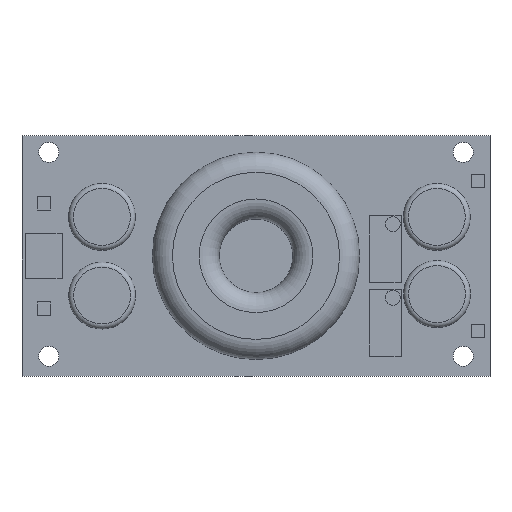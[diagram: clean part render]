
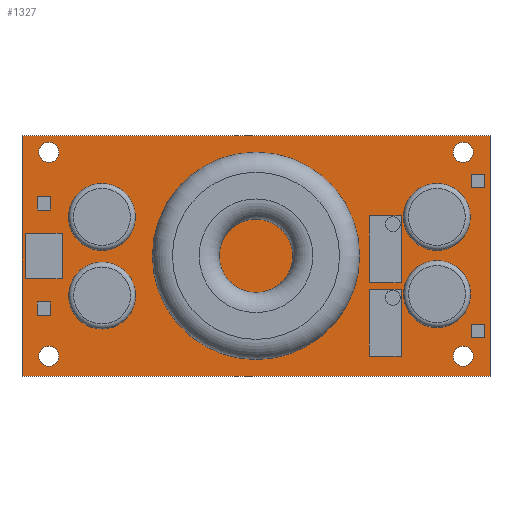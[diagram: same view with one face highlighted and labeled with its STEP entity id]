
A CAD part, top view. The second image highlights one B-rep face of the part: STEP entity #1327.
In plain terms, the highlighted planar face has unit normal (0, 0, 1).
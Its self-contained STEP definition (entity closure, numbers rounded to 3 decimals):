
#55=FACE_BOUND('',#236,.T.);
#56=FACE_BOUND('',#237,.T.);
#57=FACE_BOUND('',#238,.T.);
#58=FACE_BOUND('',#239,.T.);
#59=FACE_BOUND('',#240,.T.);
#60=FACE_BOUND('',#241,.T.);
#67=CIRCLE('',#1441,1.5);
#69=CIRCLE('',#1444,1.5);
#71=CIRCLE('',#1447,1.5);
#73=CIRCLE('',#1450,1.5);
#143=FACE_OUTER_BOUND('',#235,.T.);
#235=EDGE_LOOP('',(#953,#954,#955,#956));
#236=EDGE_LOOP('',(#957,#958,#959,#960));
#237=EDGE_LOOP('',(#961,#962,#963,#964));
#238=EDGE_LOOP('',(#965));
#239=EDGE_LOOP('',(#966));
#240=EDGE_LOOP('',(#967));
#241=EDGE_LOOP('',(#968));
#321=LINE('',#1988,#453);
#325=LINE('',#1996,#457);
#328=LINE('',#2002,#460);
#331=LINE('',#2007,#463);
#333=LINE('',#2013,#465);
#337=LINE('',#2021,#469);
#340=LINE('',#2027,#472);
#343=LINE('',#2032,#475);
#351=LINE('',#2066,#483);
#354=LINE('',#2072,#486);
#357=LINE('',#2078,#489);
#360=LINE('',#2082,#492);
#453=VECTOR('',#1575,10.);
#457=VECTOR('',#1581,10.);
#460=VECTOR('',#1586,10.);
#463=VECTOR('',#1591,10.);
#465=VECTOR('',#1597,10.);
#469=VECTOR('',#1603,10.);
#472=VECTOR('',#1608,10.);
#475=VECTOR('',#1613,10.);
#483=VECTOR('',#1649,10.);
#486=VECTOR('',#1654,10.);
#489=VECTOR('',#1659,10.);
#492=VECTOR('',#1664,10.);
#585=VERTEX_POINT('',#1986);
#586=VERTEX_POINT('',#1987);
#589=VERTEX_POINT('',#1995);
#591=VERTEX_POINT('',#2001);
#593=VERTEX_POINT('',#2011);
#594=VERTEX_POINT('',#2012);
#597=VERTEX_POINT('',#2020);
#599=VERTEX_POINT('',#2026);
#601=VERTEX_POINT('',#2036);
#603=VERTEX_POINT('',#2042);
#605=VERTEX_POINT('',#2048);
#607=VERTEX_POINT('',#2054);
#611=VERTEX_POINT('',#2063);
#612=VERTEX_POINT('',#2065);
#614=VERTEX_POINT('',#2071);
#616=VERTEX_POINT('',#2077);
#703=EDGE_CURVE('',#585,#586,#321,.T.);
#707=EDGE_CURVE('',#586,#589,#325,.T.);
#710=EDGE_CURVE('',#589,#591,#328,.T.);
#713=EDGE_CURVE('',#591,#585,#331,.T.);
#715=EDGE_CURVE('',#593,#594,#333,.T.);
#719=EDGE_CURVE('',#594,#597,#337,.T.);
#722=EDGE_CURVE('',#597,#599,#340,.T.);
#725=EDGE_CURVE('',#599,#593,#343,.T.);
#727=EDGE_CURVE('',#601,#601,#67,.T.);
#730=EDGE_CURVE('',#603,#603,#69,.T.);
#733=EDGE_CURVE('',#605,#605,#71,.T.);
#736=EDGE_CURVE('',#607,#607,#73,.T.);
#741=EDGE_CURVE('',#612,#611,#351,.T.);
#744=EDGE_CURVE('',#614,#612,#354,.T.);
#747=EDGE_CURVE('',#616,#614,#357,.T.);
#750=EDGE_CURVE('',#611,#616,#360,.T.);
#953=ORIENTED_EDGE('',*,*,#750,.T.);
#954=ORIENTED_EDGE('',*,*,#747,.T.);
#955=ORIENTED_EDGE('',*,*,#744,.T.);
#956=ORIENTED_EDGE('',*,*,#741,.T.);
#957=ORIENTED_EDGE('',*,*,#703,.T.);
#958=ORIENTED_EDGE('',*,*,#707,.T.);
#959=ORIENTED_EDGE('',*,*,#710,.T.);
#960=ORIENTED_EDGE('',*,*,#713,.T.);
#961=ORIENTED_EDGE('',*,*,#715,.T.);
#962=ORIENTED_EDGE('',*,*,#719,.T.);
#963=ORIENTED_EDGE('',*,*,#722,.T.);
#964=ORIENTED_EDGE('',*,*,#725,.T.);
#965=ORIENTED_EDGE('',*,*,#736,.T.);
#966=ORIENTED_EDGE('',*,*,#733,.T.);
#967=ORIENTED_EDGE('',*,*,#730,.T.);
#968=ORIENTED_EDGE('',*,*,#727,.T.);
#1251=PLANE('',#1456);
#1327=ADVANCED_FACE('',(#143,#55,#56,#57,#58,#59,#60),#1251,.T.);
#1441=AXIS2_PLACEMENT_3D('',#2037,#1619,#1620);
#1444=AXIS2_PLACEMENT_3D('',#2043,#1626,#1627);
#1447=AXIS2_PLACEMENT_3D('',#2049,#1633,#1634);
#1450=AXIS2_PLACEMENT_3D('',#2055,#1640,#1641);
#1456=AXIS2_PLACEMENT_3D('',#2083,#1665,#1666);
#1575=DIRECTION('',(0.,1.,0.));
#1581=DIRECTION('',(1.,0.,0.));
#1586=DIRECTION('',(0.,-1.,0.));
#1591=DIRECTION('',(-1.,0.,0.));
#1597=DIRECTION('',(0.,1.,0.));
#1603=DIRECTION('',(1.,0.,0.));
#1608=DIRECTION('',(0.,-1.,0.));
#1613=DIRECTION('',(-1.,0.,0.));
#1619=DIRECTION('center_axis',(0.,0.,-1.));
#1620=DIRECTION('ref_axis',(1.,0.,0.));
#1626=DIRECTION('center_axis',(0.,0.,-1.));
#1627=DIRECTION('ref_axis',(1.,0.,0.));
#1633=DIRECTION('center_axis',(0.,0.,-1.));
#1634=DIRECTION('ref_axis',(1.,0.,0.));
#1640=DIRECTION('center_axis',(0.,0.,-1.));
#1641=DIRECTION('ref_axis',(1.,0.,0.));
#1649=DIRECTION('',(-1.,0.,0.));
#1654=DIRECTION('',(0.,1.,0.));
#1659=DIRECTION('',(1.,0.,0.));
#1664=DIRECTION('',(0.,-1.,0.));
#1665=DIRECTION('center_axis',(0.,0.,1.));
#1666=DIRECTION('ref_axis',(1.,0.,0.));
#1986=CARTESIAN_POINT('',(2.25,9.125,1.5));
#1987=CARTESIAN_POINT('',(2.25,11.125,1.5));
#1988=CARTESIAN_POINT('',(2.25,14.563,1.5));
#1995=CARTESIAN_POINT('',(4.25,11.125,1.5));
#1996=CARTESIAN_POINT('',(19.625,11.125,1.5));
#2001=CARTESIAN_POINT('',(4.25,9.125,1.5));
#2002=CARTESIAN_POINT('',(4.25,13.563,1.5));
#2007=CARTESIAN_POINT('',(18.625,9.125,1.5));
#2011=CARTESIAN_POINT('',(2.25,24.875,1.5));
#2012=CARTESIAN_POINT('',(2.25,26.875,1.5));
#2013=CARTESIAN_POINT('',(2.25,22.438,1.5));
#2020=CARTESIAN_POINT('',(4.25,26.875,1.5));
#2021=CARTESIAN_POINT('',(19.625,26.875,1.5));
#2026=CARTESIAN_POINT('',(4.25,24.875,1.5));
#2027=CARTESIAN_POINT('',(4.25,21.438,1.5));
#2032=CARTESIAN_POINT('',(18.625,24.875,1.5));
#2036=CARTESIAN_POINT('',(2.5,3.,1.5));
#2037=CARTESIAN_POINT('Origin',(4.,3.,1.5));
#2042=CARTESIAN_POINT('',(64.5,3.,1.5));
#2043=CARTESIAN_POINT('Origin',(66.,3.,1.5));
#2048=CARTESIAN_POINT('',(64.5,33.5,1.5));
#2049=CARTESIAN_POINT('Origin',(66.,33.5,1.5));
#2054=CARTESIAN_POINT('',(2.5,33.5,1.5));
#2055=CARTESIAN_POINT('Origin',(4.,33.5,1.5));
#2063=CARTESIAN_POINT('',(0.,36.,1.5));
#2065=CARTESIAN_POINT('',(70.,36.,1.5));
#2066=CARTESIAN_POINT('',(70.,36.,1.5));
#2071=CARTESIAN_POINT('',(70.,0.,1.5));
#2072=CARTESIAN_POINT('',(70.,0.,1.5));
#2077=CARTESIAN_POINT('',(0.,0.,1.5));
#2078=CARTESIAN_POINT('',(0.,0.,1.5));
#2082=CARTESIAN_POINT('',(0.,36.,1.5));
#2083=CARTESIAN_POINT('Origin',(35.,18.,1.5));
